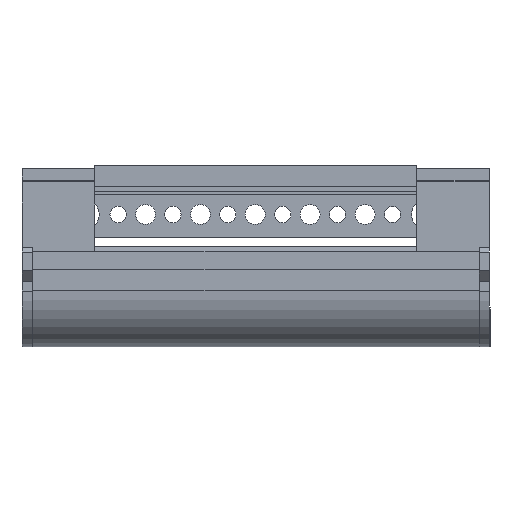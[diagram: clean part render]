
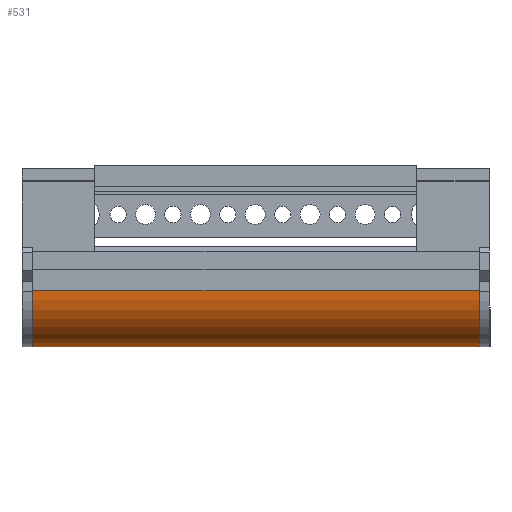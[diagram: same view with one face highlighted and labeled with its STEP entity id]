
A CAD part, left-side view. The second image highlights one B-rep face of the part: STEP entity #531.
In plain terms, the highlighted cylindrical face has radius 15.5 mm (diameter 31 mm), a partial arc.
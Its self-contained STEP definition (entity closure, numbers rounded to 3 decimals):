
#531=ADVANCED_FACE('',(#1540),#1541,.T.);
#1540=FACE_OUTER_BOUND('',#2858,.T.);
#1541=CYLINDRICAL_SURFACE('',#2859,15.5);
#2858=EDGE_LOOP('',(#6874,#6875,#6876,#6877));
#2859=AXIS2_PLACEMENT_3D('',#6878,#6879,#6880);
#6874=ORIENTED_EDGE('',*,*,#9674,.F.);
#6875=ORIENTED_EDGE('',*,*,#9675,.T.);
#6876=ORIENTED_EDGE('',*,*,#9676,.T.);
#6877=ORIENTED_EDGE('',*,*,#9677,.F.);
#6878=CARTESIAN_POINT('',(-34.808,6.795,-4.559));
#6879=DIRECTION('',(0.0,1.0,0.0));
#6880=DIRECTION('',(0.0,0.0,-1.0));
#9674=EDGE_CURVE('',#12126,#12127,#12128,.T.);
#9675=EDGE_CURVE('',#12126,#12129,#12130,.T.);
#9676=EDGE_CURVE('',#12129,#12131,#12132,.T.);
#9677=EDGE_CURVE('',#12127,#12131,#12133,.T.);
#12126=VERTEX_POINT('',#16034);
#12127=VERTEX_POINT('',#16035);
#12128=CIRCLE('',#16036,15.5);
#12129=VERTEX_POINT('',#16037);
#12130=LINE('',#16038,#16039);
#12131=VERTEX_POINT('',#16040);
#12132=CIRCLE('',#16041,15.5);
#12133=LINE('',#16042,#16043);
#16034=CARTESIAN_POINT('',(-34.808,6.795,-20.059));
#16035=CARTESIAN_POINT('',(-50.308,6.795,-4.559));
#16036=AXIS2_PLACEMENT_3D('',#18556,#18557,#18558);
#16037=CARTESIAN_POINT('',(-34.808,-116.805,-20.059));
#16038=CARTESIAN_POINT('',(-34.808,6.795,-20.059));
#16039=VECTOR('',#18559,1000.0);
#16040=CARTESIAN_POINT('',(-50.308,-116.805,-4.559));
#16041=AXIS2_PLACEMENT_3D('',#18560,#18561,#18562);
#16042=CARTESIAN_POINT('',(-50.308,6.795,-4.559));
#16043=VECTOR('',#18563,1000.0);
#18556=CARTESIAN_POINT('',(-34.808,6.795,-4.559));
#18557=DIRECTION('',(0.0,1.0,0.0));
#18558=DIRECTION('',(0.0,0.0,-1.0));
#18559=DIRECTION('',(-0.0,-1.0,-0.0));
#18560=CARTESIAN_POINT('',(-34.808,-116.805,-4.559));
#18561=DIRECTION('',(0.0,1.0,0.0));
#18562=DIRECTION('',(0.0,0.0,-1.0));
#18563=DIRECTION('',(-0.0,-1.0,-0.0));
